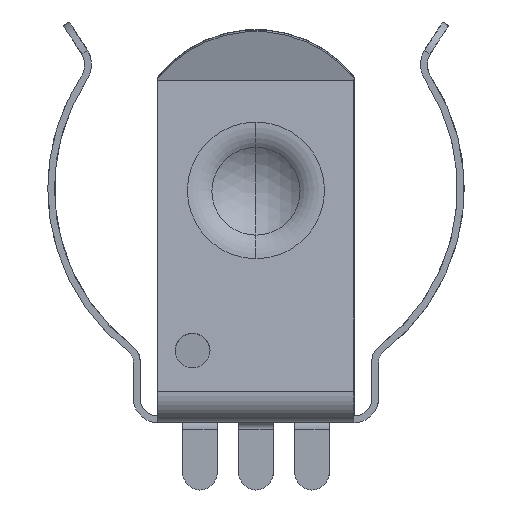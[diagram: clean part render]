
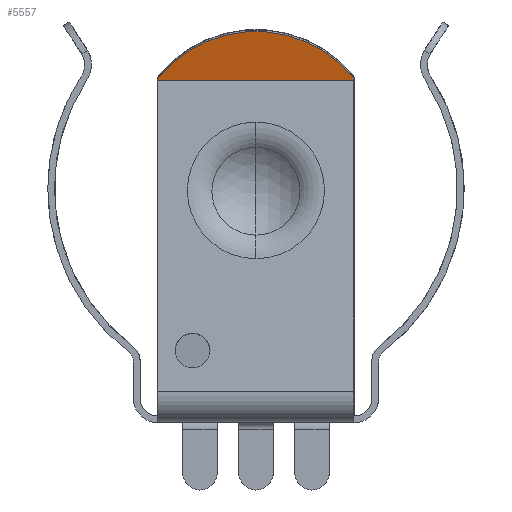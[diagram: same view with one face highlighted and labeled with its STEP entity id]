
A CAD part, left-side view. The second image highlights one B-rep face of the part: STEP entity #5557.
In plain terms, the highlighted planar face has unit normal (-0.966, 0, -0.259).
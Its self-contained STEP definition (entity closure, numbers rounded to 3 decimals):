
#125 = PLANE('',#126);
#126 = AXIS2_PLACEMENT_3D('',#127,#128,#129);
#127 = CARTESIAN_POINT('',(-36.801,4.453,1.463
    ));
#128 = DIRECTION('',(0.996,0.,
    -0.087));
#129 = DIRECTION('',(-0.087,0.,
    -0.996));
#682 = PLANE('',#683);
#683 = AXIS2_PLACEMENT_3D('',#684,#685,#686);
#684 = CARTESIAN_POINT('',(-35.485,4.453,1.348
    ));
#685 = DIRECTION('',(0.,1.,0.));
#686 = DIRECTION('',(-1.,0.,0.));
#739 = PLANE('',#740);
#740 = AXIS2_PLACEMENT_3D('',#741,#742,#743);
#741 = CARTESIAN_POINT('',(-35.485,-4.437,
    1.348));
#742 = DIRECTION('',(0.,1.,0.));
#743 = DIRECTION('',(-1.,0.,0.));
#5486 = VERTEX_POINT('',#5487);
#5487 = CARTESIAN_POINT('',(-35.569,-4.437,
    15.545));
#5508 = EDGE_CURVE('',#5509,#5486,#5511,.T.);
#5509 = VERTEX_POINT('',#5510);
#5510 = CARTESIAN_POINT('',(-35.569,4.453,
    15.545));
#5511 = SURFACE_CURVE('',#5512,(#5516,#5523),.PCURVE_S1.);
#5512 = LINE('',#5513,#5514);
#5513 = CARTESIAN_POINT('',(-35.569,4.453,
    15.545));
#5514 = VECTOR('',#5515,1.);
#5515 = DIRECTION('',(0.,-1.,-0.));
#5516 = PCURVE('',#125,#5517);
#5517 = DEFINITIONAL_REPRESENTATION('',(#5518),#5522);
#5518 = LINE('',#5519,#5520);
#5519 = CARTESIAN_POINT('',(-14.136,0.));
#5520 = VECTOR('',#5521,1.);
#5521 = DIRECTION('',(0.,-1.));
#5522 = ( GEOMETRIC_REPRESENTATION_CONTEXT(2) 
PARAMETRIC_REPRESENTATION_CONTEXT() REPRESENTATION_CONTEXT('2D SPACE',''
  ) );
#5523 = PCURVE('',#5524,#5529);
#5524 = PLANE('',#5525);
#5525 = AXIS2_PLACEMENT_3D('',#5526,#5527,#5528);
#5526 = CARTESIAN_POINT('',(-36.167,4.453,
    17.775));
#5527 = DIRECTION('',(0.966,0.,0.259)
  );
#5528 = DIRECTION('',(0.259,0.,-0.966)
  );
#5529 = DEFINITIONAL_REPRESENTATION('',(#5530),#5534);
#5530 = LINE('',#5531,#5532);
#5531 = CARTESIAN_POINT('',(2.308,0.));
#5532 = VECTOR('',#5533,1.);
#5533 = DIRECTION('',(0.,-1.));
#5534 = ( GEOMETRIC_REPRESENTATION_CONTEXT(2) 
PARAMETRIC_REPRESENTATION_CONTEXT() REPRESENTATION_CONTEXT('2D SPACE',''
  ) );
#5557 = ADVANCED_FACE('',(#5558),#5524,.F.);
#5558 = FACE_BOUND('',#5559,.T.);
#5559 = EDGE_LOOP('',(#5560,#5583,#5612,#5633));
#5560 = ORIENTED_EDGE('',*,*,#5561,.T.);
#5561 = EDGE_CURVE('',#5486,#5562,#5564,.T.);
#5562 = VERTEX_POINT('',#5563);
#5563 = CARTESIAN_POINT('',(-35.588,-4.437,
    15.616));
#5564 = SURFACE_CURVE('',#5565,(#5569,#5576),.PCURVE_S1.);
#5565 = LINE('',#5566,#5567);
#5566 = CARTESIAN_POINT('',(-36.167,-4.437,
    17.775));
#5567 = VECTOR('',#5568,1.);
#5568 = DIRECTION('',(-0.259,0.,0.966
    ));
#5569 = PCURVE('',#5524,#5570);
#5570 = DEFINITIONAL_REPRESENTATION('',(#5571),#5575);
#5571 = LINE('',#5572,#5573);
#5572 = CARTESIAN_POINT('',(0.,-8.89));
#5573 = VECTOR('',#5574,1.);
#5574 = DIRECTION('',(-1.,0.));
#5575 = ( GEOMETRIC_REPRESENTATION_CONTEXT(2) 
PARAMETRIC_REPRESENTATION_CONTEXT() REPRESENTATION_CONTEXT('2D SPACE',''
  ) );
#5576 = PCURVE('',#739,#5577);
#5577 = DEFINITIONAL_REPRESENTATION('',(#5578),#5582);
#5578 = LINE('',#5579,#5580);
#5579 = CARTESIAN_POINT('',(0.681,16.427));
#5580 = VECTOR('',#5581,1.);
#5581 = DIRECTION('',(0.259,0.966));
#5582 = ( GEOMETRIC_REPRESENTATION_CONTEXT(2) 
PARAMETRIC_REPRESENTATION_CONTEXT() REPRESENTATION_CONTEXT('2D SPACE',''
  ) );
#5583 = ORIENTED_EDGE('',*,*,#5584,.F.);
#5584 = EDGE_CURVE('',#5585,#5562,#5587,.T.);
#5585 = VERTEX_POINT('',#5586);
#5586 = CARTESIAN_POINT('',(-35.588,4.453,
    15.616));
#5587 = SURFACE_CURVE('',#5588,(#5593,#5600),.PCURVE_S1.);
#5588 = CIRCLE('',#5589,5.537);
#5589 = AXIS2_PLACEMENT_3D('',#5590,#5591,#5592);
#5590 = CARTESIAN_POINT('',(-34.734,0.008,
    12.426));
#5591 = DIRECTION('',(0.966,0.,0.259)
  );
#5592 = DIRECTION('',(0.259,0.,-0.966)
  );
#5593 = PCURVE('',#5524,#5594);
#5594 = DEFINITIONAL_REPRESENTATION('',(#5595),#5599);
#5595 = CIRCLE('',#5596,5.537);
#5596 = AXIS2_PLACEMENT_2D('',#5597,#5598);
#5597 = CARTESIAN_POINT('',(5.537,-4.445));
#5598 = DIRECTION('',(1.,0.));
#5599 = ( GEOMETRIC_REPRESENTATION_CONTEXT(2) 
PARAMETRIC_REPRESENTATION_CONTEXT() REPRESENTATION_CONTEXT('2D SPACE',''
  ) );
#5600 = PCURVE('',#5601,#5606);
#5601 = CYLINDRICAL_SURFACE('',#5602,5.537);
#5602 = AXIS2_PLACEMENT_3D('',#5603,#5604,#5605);
#5603 = CARTESIAN_POINT('',(-39.768,0.008,
    11.077));
#5604 = DIRECTION('',(0.966,0.,0.259)
  );
#5605 = DIRECTION('',(0.259,0.,-0.966)
  );
#5606 = DEFINITIONAL_REPRESENTATION('',(#5607),#5611);
#5607 = LINE('',#5608,#5609);
#5608 = CARTESIAN_POINT('',(0.,5.212));
#5609 = VECTOR('',#5610,1.);
#5610 = DIRECTION('',(1.,0.));
#5611 = ( GEOMETRIC_REPRESENTATION_CONTEXT(2) 
PARAMETRIC_REPRESENTATION_CONTEXT() REPRESENTATION_CONTEXT('2D SPACE',''
  ) );
#5612 = ORIENTED_EDGE('',*,*,#5613,.F.);
#5613 = EDGE_CURVE('',#5509,#5585,#5614,.T.);
#5614 = SURFACE_CURVE('',#5615,(#5619,#5626),.PCURVE_S1.);
#5615 = LINE('',#5616,#5617);
#5616 = CARTESIAN_POINT('',(-35.569,4.453,
    15.545));
#5617 = VECTOR('',#5618,1.);
#5618 = DIRECTION('',(-0.259,0.,0.966
    ));
#5619 = PCURVE('',#5524,#5620);
#5620 = DEFINITIONAL_REPRESENTATION('',(#5621),#5625);
#5621 = LINE('',#5622,#5623);
#5622 = CARTESIAN_POINT('',(2.308,0.));
#5623 = VECTOR('',#5624,1.);
#5624 = DIRECTION('',(-1.,0.));
#5625 = ( GEOMETRIC_REPRESENTATION_CONTEXT(2) 
PARAMETRIC_REPRESENTATION_CONTEXT() REPRESENTATION_CONTEXT('2D SPACE',''
  ) );
#5626 = PCURVE('',#682,#5627);
#5627 = DEFINITIONAL_REPRESENTATION('',(#5628),#5632);
#5628 = LINE('',#5629,#5630);
#5629 = CARTESIAN_POINT('',(0.084,14.197));
#5630 = VECTOR('',#5631,1.);
#5631 = DIRECTION('',(0.259,0.966));
#5632 = ( GEOMETRIC_REPRESENTATION_CONTEXT(2) 
PARAMETRIC_REPRESENTATION_CONTEXT() REPRESENTATION_CONTEXT('2D SPACE',''
  ) );
#5633 = ORIENTED_EDGE('',*,*,#5508,.T.);
